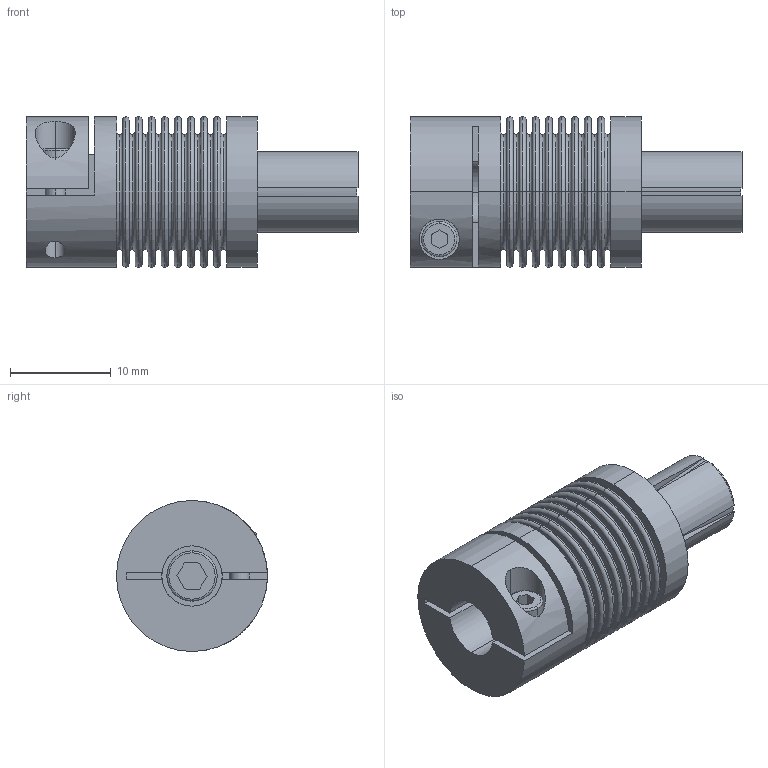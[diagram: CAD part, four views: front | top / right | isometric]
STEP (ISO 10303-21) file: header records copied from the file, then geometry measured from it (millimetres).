
FILE_DESCRIPTION(('STEP AP214'),'1');
FILE_NAME('cctmp_E79BDECC-FB8B-4E93-860F-79F05606ECFD_2023_06_06_10_49_31_0097..stp','2023-06-06T08:49:31',('R+W Antriebselemente GmbH'),('CADClick - www.CADClick.com'),'Spatial InterOp 3D',' ','unknown authorization');
FILE_SCHEMA(('AUTOMOTIVE_DESIGN'));
Length unit declared in the file: millimetre
Products named in the file (1): MK3/5/23/6/8
Bounding box: 33 x 15 x 15 mm (x, y, z)
Volume: 3397.4 mm3; surface area: 3613.7 mm2
Topology: 1 solids, 1 shells, 170 faces, 377 edges, 236 vertices
Faces by surface type: torus 72, plane 61, cylinder 31, cone 6
Entity records: 6822 total; most frequent: DIRECTION 960, CARTESIAN_POINT 920, ORIENTED_EDGE 754, AXIS2_PLACEMENT_3D 424, EDGE_CURVE 377, PRESENTATION_STYLE_ASSIGNMENT 307, COLOUR_RGB 307, CIRCLE 253
